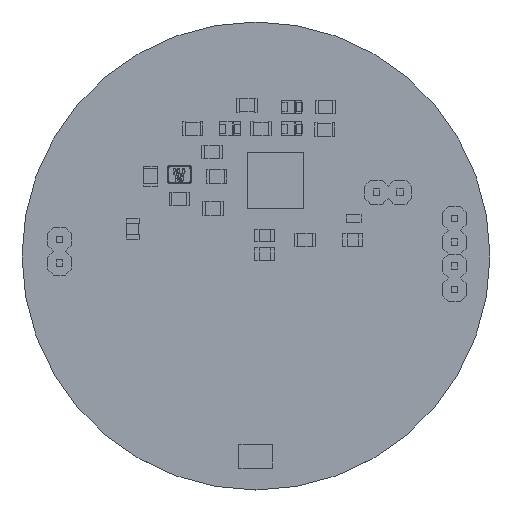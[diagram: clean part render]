
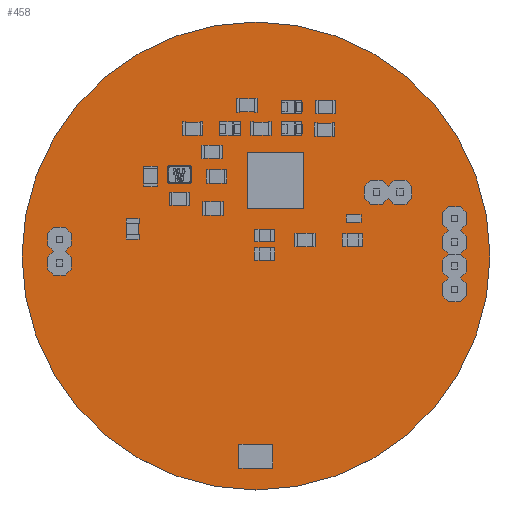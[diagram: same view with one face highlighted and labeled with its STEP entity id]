
A CAD part, top view. The second image highlights one B-rep face of the part: STEP entity #458.
In plain terms, the highlighted planar face has unit normal (0, 0, 1).
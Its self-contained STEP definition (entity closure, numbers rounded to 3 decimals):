
#135 = VERTEX_POINT('',#136);
#136 = CARTESIAN_POINT('',(50.,25.,0.));
#142 = EDGE_CURVE('',#135,#135,#143,.T.);
#143 = CIRCLE('',#144,25.);
#144 = AXIS2_PLACEMENT_3D('',#145,#146,#147);
#145 = CARTESIAN_POINT('',(25.,25.,0.));
#146 = DIRECTION('',(0.,0.,1.));
#147 = DIRECTION('',(1.,0.,0.));
#168 = VERTEX_POINT('',#169);
#169 = CARTESIAN_POINT('',(4.45,26.77,0.));
#175 = EDGE_CURVE('',#168,#168,#176,.T.);
#176 = CIRCLE('',#177,0.45);
#177 = AXIS2_PLACEMENT_3D('',#178,#179,#180);
#178 = CARTESIAN_POINT('',(4.,26.77,0.));
#179 = DIRECTION('',(0.,0.,1.));
#180 = DIRECTION('',(1.,0.,0.));
#201 = VERTEX_POINT('',#202);
#202 = CARTESIAN_POINT('',(4.45,24.23,0.));
#208 = EDGE_CURVE('',#201,#201,#209,.T.);
#209 = CIRCLE('',#210,0.45);
#210 = AXIS2_PLACEMENT_3D('',#211,#212,#213);
#211 = CARTESIAN_POINT('',(4.,24.23,0.));
#212 = DIRECTION('',(0.,0.,1.));
#213 = DIRECTION('',(1.,0.,0.));
#234 = VERTEX_POINT('',#235);
#235 = CARTESIAN_POINT('',(38.305,31.8,0.));
#241 = EDGE_CURVE('',#234,#234,#242,.T.);
#242 = CIRCLE('',#243,0.45);
#243 = AXIS2_PLACEMENT_3D('',#244,#245,#246);
#244 = CARTESIAN_POINT('',(37.855,31.8,0.));
#245 = DIRECTION('',(0.,0.,1.));
#246 = DIRECTION('',(1.,0.,0.));
#267 = VERTEX_POINT('',#268);
#268 = CARTESIAN_POINT('',(40.845,31.8,0.));
#274 = EDGE_CURVE('',#267,#267,#275,.T.);
#275 = CIRCLE('',#276,0.45);
#276 = AXIS2_PLACEMENT_3D('',#277,#278,#279);
#277 = CARTESIAN_POINT('',(40.395,31.8,0.));
#278 = DIRECTION('',(0.,0.,1.));
#279 = DIRECTION('',(1.,0.,0.));
#300 = VERTEX_POINT('',#301);
#301 = CARTESIAN_POINT('',(46.65,23.93,0.));
#307 = EDGE_CURVE('',#300,#300,#308,.T.);
#308 = CIRCLE('',#309,0.45);
#309 = AXIS2_PLACEMENT_3D('',#310,#311,#312);
#310 = CARTESIAN_POINT('',(46.2,23.93,0.));
#311 = DIRECTION('',(0.,0.,1.));
#312 = DIRECTION('',(1.,0.,0.));
#333 = VERTEX_POINT('',#334);
#334 = CARTESIAN_POINT('',(46.65,21.39,0.));
#340 = EDGE_CURVE('',#333,#333,#341,.T.);
#341 = CIRCLE('',#342,0.45);
#342 = AXIS2_PLACEMENT_3D('',#343,#344,#345);
#343 = CARTESIAN_POINT('',(46.2,21.39,0.));
#344 = DIRECTION('',(0.,0.,1.));
#345 = DIRECTION('',(1.,0.,0.));
#366 = VERTEX_POINT('',#367);
#367 = CARTESIAN_POINT('',(46.65,29.01,0.));
#373 = EDGE_CURVE('',#366,#366,#374,.T.);
#374 = CIRCLE('',#375,0.45);
#375 = AXIS2_PLACEMENT_3D('',#376,#377,#378);
#376 = CARTESIAN_POINT('',(46.2,29.01,0.));
#377 = DIRECTION('',(0.,0.,1.));
#378 = DIRECTION('',(1.,0.,0.));
#399 = VERTEX_POINT('',#400);
#400 = CARTESIAN_POINT('',(46.65,26.47,0.));
#406 = EDGE_CURVE('',#399,#399,#407,.T.);
#407 = CIRCLE('',#408,0.45);
#408 = AXIS2_PLACEMENT_3D('',#409,#410,#411);
#409 = CARTESIAN_POINT('',(46.2,26.47,0.));
#410 = DIRECTION('',(0.,0.,1.));
#411 = DIRECTION('',(1.,0.,0.));
#458 = ADVANCED_FACE('',(#459,#462,#465,#468,#471,#474,#477,#480,#483),
  #486,.F.);
#459 = FACE_BOUND('',#460,.T.);
#460 = EDGE_LOOP('',(#461));
#461 = ORIENTED_EDGE('',*,*,#142,.T.);
#462 = FACE_BOUND('',#463,.F.);
#463 = EDGE_LOOP('',(#464));
#464 = ORIENTED_EDGE('',*,*,#175,.T.);
#465 = FACE_BOUND('',#466,.F.);
#466 = EDGE_LOOP('',(#467));
#467 = ORIENTED_EDGE('',*,*,#208,.T.);
#468 = FACE_BOUND('',#469,.F.);
#469 = EDGE_LOOP('',(#470));
#470 = ORIENTED_EDGE('',*,*,#241,.T.);
#471 = FACE_BOUND('',#472,.F.);
#472 = EDGE_LOOP('',(#473));
#473 = ORIENTED_EDGE('',*,*,#274,.T.);
#474 = FACE_BOUND('',#475,.F.);
#475 = EDGE_LOOP('',(#476));
#476 = ORIENTED_EDGE('',*,*,#307,.T.);
#477 = FACE_BOUND('',#478,.F.);
#478 = EDGE_LOOP('',(#479));
#479 = ORIENTED_EDGE('',*,*,#340,.T.);
#480 = FACE_BOUND('',#481,.F.);
#481 = EDGE_LOOP('',(#482));
#482 = ORIENTED_EDGE('',*,*,#373,.T.);
#483 = FACE_BOUND('',#484,.F.);
#484 = EDGE_LOOP('',(#485));
#485 = ORIENTED_EDGE('',*,*,#406,.T.);
#486 = PLANE('',#487);
#487 = AXIS2_PLACEMENT_3D('',#488,#489,#490);
#488 = CARTESIAN_POINT('',(50.,25.,0.));
#489 = DIRECTION('',(0.,0.,-1.));
#490 = DIRECTION('',(-1.,0.,0.));
